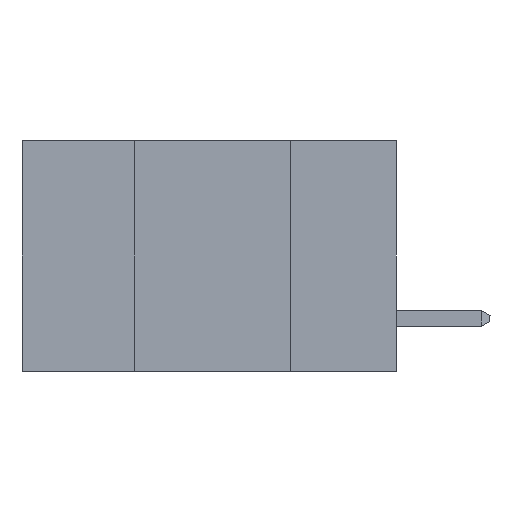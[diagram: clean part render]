
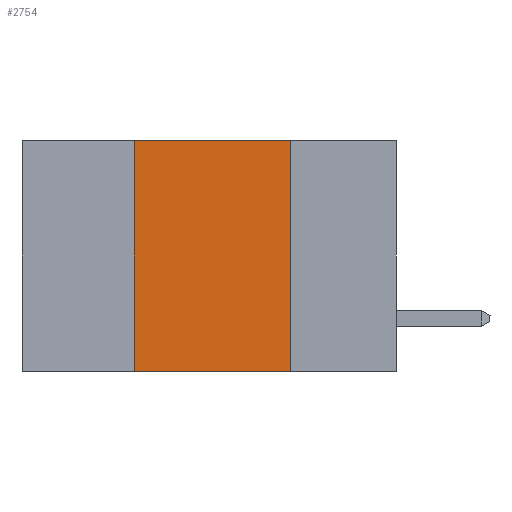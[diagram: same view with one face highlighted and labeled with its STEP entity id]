
A CAD part, left-side view. The second image highlights one B-rep face of the part: STEP entity #2754.
In plain terms, the highlighted planar face has unit normal (-1, 0, 0).
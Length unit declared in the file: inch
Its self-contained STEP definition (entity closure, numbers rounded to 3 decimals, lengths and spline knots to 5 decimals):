
#536 = DIRECTION ( 'NONE',  ( 0., -1., 0. ) ) ;
#848 = CARTESIAN_POINT ( 'NONE',  ( 0., 0.6, 0. ) ) ;
#1695 = DIRECTION ( 'NONE',  ( 0., 0., -1. ) ) ;
#1721 = DIRECTION ( 'NONE',  ( 1., 0., 0. ) ) ;
#1967 = CARTESIAN_POINT ( 'NONE',  ( 0., 0.6, 0. ) ) ;
#1988 = PLANE ( 'NONE',  #6616 ) ;
#2754 = ADVANCED_FACE ( 'NONE', ( #8387 ), #1988, .F. ) ;
#3526 = LINE ( 'NONE', #8610, #18133 ) ;
#3886 = ORIENTED_EDGE ( 'NONE', *, *, #14982, .F. ) ;
#4372 = VERTEX_POINT ( 'NONE', #15963 ) ;
#4463 = DIRECTION ( 'NONE',  ( 0., -1., 0. ) ) ;
#6616 = AXIS2_PLACEMENT_3D ( 'NONE', #1967, #1721, #1695 ) ;
#8387 = FACE_OUTER_BOUND ( 'NONE', #14390, .T. ) ;
#8610 = CARTESIAN_POINT ( 'NONE',  ( 0., 0.42, -0.37 ) ) ;
#8876 = ORIENTED_EDGE ( 'NONE', *, *, #19838, .T. ) ;
#10814 = DIRECTION ( 'NONE',  ( 0., 0., -1. ) ) ;
#10839 = CARTESIAN_POINT ( 'NONE',  ( 0., 0.17, -0.37 ) ) ;
#11068 = CARTESIAN_POINT ( 'NONE',  ( 0., 0.17, -0.37 ) ) ;
#12625 = ORIENTED_EDGE ( 'NONE', *, *, #20559, .F. ) ;
#14348 = VERTEX_POINT ( 'NONE', #11068 ) ;
#14390 = EDGE_LOOP ( 'NONE', ( #22233, #3886, #12625, #8876 ) ) ;
#14982 = EDGE_CURVE ( 'NONE', #4372, #22954, #18492, .T. ) ;
#15761 = VECTOR ( 'NONE', #4463, 39.37008 ) ;
#15963 = CARTESIAN_POINT ( 'NONE',  ( 0., 0.42, 0. ) ) ;
#17294 = VERTEX_POINT ( 'NONE', #19164 ) ;
#18092 = EDGE_CURVE ( 'NONE', #22954, #14348, #22612, .T. ) ;
#18133 = VECTOR ( 'NONE', #21131, 39.37008 ) ;
#18492 = LINE ( 'NONE', #848, #22503 ) ;
#19147 = VECTOR ( 'NONE', #10814, 39.37008 ) ;
#19164 = CARTESIAN_POINT ( 'NONE',  ( 0., 0.42, -0.37 ) ) ;
#19838 = EDGE_CURVE ( 'NONE', #17294, #14348, #20424, .T. ) ;
#20424 = LINE ( 'NONE', #20699, #15761 ) ;
#20559 = EDGE_CURVE ( 'NONE', #17294, #4372, #3526, .T. ) ;
#20699 = CARTESIAN_POINT ( 'NONE',  ( 0., 0.6, -0.37 ) ) ;
#21131 = DIRECTION ( 'NONE',  ( 0., 0., 1. ) ) ;
#21883 = CARTESIAN_POINT ( 'NONE',  ( 0., 0.17, 0. ) ) ;
#22233 = ORIENTED_EDGE ( 'NONE', *, *, #18092, .F. ) ;
#22503 = VECTOR ( 'NONE', #536, 39.37008 ) ;
#22612 = LINE ( 'NONE', #10839, #19147 ) ;
#22954 = VERTEX_POINT ( 'NONE', #21883 ) ;
